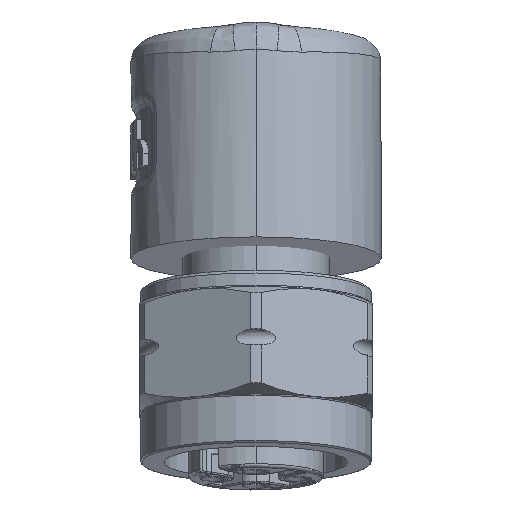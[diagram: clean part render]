
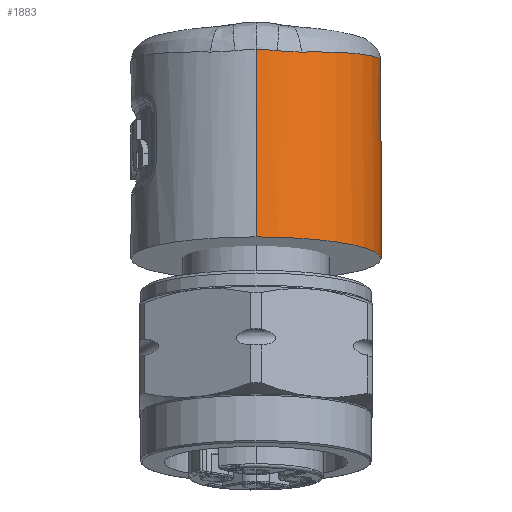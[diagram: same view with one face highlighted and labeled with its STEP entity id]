
A CAD part, front view. The second image highlights one B-rep face of the part: STEP entity #1883.
In plain terms, the highlighted cylindrical face has radius 7.5 mm (diameter 15 mm), a partial arc.
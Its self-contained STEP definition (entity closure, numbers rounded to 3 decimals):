
#1883=ADVANCED_FACE('',(#4041),#4042,.T.);
#4041=FACE_OUTER_BOUND('',#13017,.T.);
#4042=CYLINDRICAL_SURFACE('',#13018,7.5);
#13017=EDGE_LOOP('',(#25126,#25127,#25128,#25129,#25130,#25131,#25132,#25133,#25134,#25135,#25136));
#13018=AXIS2_PLACEMENT_3D('',#25137,#25138,#25139);
#25126=ORIENTED_EDGE('',*,*,#29491,.F.);
#25127=ORIENTED_EDGE('',*,*,#29492,.F.);
#25128=ORIENTED_EDGE('',*,*,#29493,.F.);
#25129=ORIENTED_EDGE('',*,*,#29489,.F.);
#25130=ORIENTED_EDGE('',*,*,#29482,.F.);
#25131=ORIENTED_EDGE('',*,*,#29494,.F.);
#25132=ORIENTED_EDGE('',*,*,#29495,.F.);
#25133=ORIENTED_EDGE('',*,*,#29426,.F.);
#25134=ORIENTED_EDGE('',*,*,#29496,.T.);
#25135=ORIENTED_EDGE('',*,*,#29424,.T.);
#25136=ORIENTED_EDGE('',*,*,#29497,.F.);
#25137=CARTESIAN_POINT('',(0.0,6.646,-7.682));
#25138=DIRECTION('',(0.0,-0.174,-0.985));
#25139=DIRECTION('',(0.0,-0.985,0.174));
#29424=EDGE_CURVE('',#33008,#33006,#33009,.T.);
#29426=EDGE_CURVE('',#33010,#33012,#33013,.T.);
#29482=EDGE_CURVE('',#33106,#33108,#33109,.T.);
#29489=EDGE_CURVE('',#33108,#33115,#33117,.T.);
#29491=EDGE_CURVE('',#33119,#33120,#33121,.T.);
#29492=EDGE_CURVE('',#33122,#33119,#33123,.T.);
#29493=EDGE_CURVE('',#33115,#33122,#33124,.T.);
#29494=EDGE_CURVE('',#33125,#33106,#33126,.T.);
#29495=EDGE_CURVE('',#33012,#33125,#33127,.T.);
#29496=EDGE_CURVE('',#33010,#33008,#33128,.T.);
#29497=EDGE_CURVE('',#33120,#33006,#33129,.T.);
#33006=VERTEX_POINT('',#38576);
#33008=VERTEX_POINT('',#38599);
#33009=LINE('',#38600,#38601);
#33010=VERTEX_POINT('',#38602);
#33012=VERTEX_POINT('',#38604);
#33013=LINE('',#38605,#38606);
#33106=VERTEX_POINT('',#39084);
#33108=VERTEX_POINT('',#39096);
#33109=B_SPLINE_CURVE_WITH_KNOTS('',3,(#39097,#39098,#39099,#39100,#39101,#39102,#39103,#39104,#39105,#39106,#39107,#39108,#39109,#39110,#39111),.UNSPECIFIED.,.F.,.F.,(4,1,1,1,1,1,1,1,1,1,1,1,4),(0.0,0.083,0.167,0.25,0.333,0.417,0.5,0.583,0.667,0.75,0.833,0.917,1.0),.UNSPECIFIED.);
#33115=VERTEX_POINT('',#39132);
#33117=B_SPLINE_CURVE_WITH_KNOTS('',3,(#39138,#39139,#39140,#39141,#39142,#39143),.UNSPECIFIED.,.F.,.F.,(4,1,1,4),(0.0,0.333,0.667,1.0),.UNSPECIFIED.);
#33119=VERTEX_POINT('',#39145);
#33120=VERTEX_POINT('',#39146);
#33121=B_SPLINE_CURVE_WITH_KNOTS('',3,(#39147,#39148,#39149,#39150,#39151,#39152),.UNSPECIFIED.,.F.,.F.,(4,1,1,4),(0.0,0.333,0.667,1.0),.UNSPECIFIED.);
#33122=VERTEX_POINT('',#39153);
#33123=B_SPLINE_CURVE_WITH_KNOTS('',3,(#39154,#39155,#39156,#39157,#39158,#39159),.UNSPECIFIED.,.F.,.F.,(4,1,1,4),(0.0,0.333,0.667,1.0),.UNSPECIFIED.);
#33124=B_SPLINE_CURVE_WITH_KNOTS('',3,(#39160,#39161,#39162,#39163,#39164,#39165),.UNSPECIFIED.,.F.,.F.,(4,1,1,4),(0.0,0.333,0.667,1.0),.UNSPECIFIED.);
#33125=VERTEX_POINT('',#39166);
#33126=B_SPLINE_CURVE_WITH_KNOTS('',3,(#39167,#39168,#39169,#39170,#39171,#39172),.UNSPECIFIED.,.F.,.F.,(4,1,1,4),(0.0,0.333,0.667,1.0),.UNSPECIFIED.);
#33127=B_SPLINE_CURVE_WITH_KNOTS('',3,(#39173,#39174,#39175,#39176,#39177,#39178,#39179,#39180),.UNSPECIFIED.,.F.,.F.,(4,1,1,1,1,4),(0.0,0.203,0.406,0.606,0.804,1.0),.UNSPECIFIED.);
#33128=CIRCLE('',#39181,7.5);
#33129=B_SPLINE_CURVE_WITH_KNOTS('',3,(#39182,#39183,#39184,#39185,#39186,#39187,#39188,#39189,#39190,#39191,#39192,#39193,#39194,#39195,#39196,#39197,#39198,#39199,#39200,#39201,#39202,#39203),.UNSPECIFIED.,.F.,.F.,(4,1,1,1,1,1,1,1,1,1,1,1,1,1,1,1,1,1,1,4),(0.0,0.053,0.105,0.158,0.211,0.263,0.316,0.368,0.421,0.474,0.526,0.579,0.632,0.684,0.737,0.789,0.842,0.895,0.947,1.0),.UNSPECIFIED.);
#38576=CARTESIAN_POINT('',(0.,14.348,-7.187));
#38599=CARTESIAN_POINT('',(0.,14.032,-8.984));
#38600=CARTESIAN_POINT('',(0.,14.032,-8.984));
#38601=VECTOR('',#45563,1.825);
#38602=CARTESIAN_POINT('',(0.0,-0.741,-6.379));
#38604=CARTESIAN_POINT('',(0.,1.239,4.847));
#38605=CARTESIAN_POINT('',(0.0,-0.741,-6.379));
#38606=VECTOR('',#45567,11.4);
#39084=CARTESIAN_POINT('',(2.72,1.732,4.701));
#39096=CARTESIAN_POINT('',(5.818,13.425,3.511));
#39097=CARTESIAN_POINT('',(2.72,1.732,4.701));
#39098=CARTESIAN_POINT('',(3.086,1.877,4.707));
#39099=CARTESIAN_POINT('',(3.796,2.226,4.71));
#39100=CARTESIAN_POINT('',(4.763,2.904,4.689));
#39101=CARTESIAN_POINT('',(5.613,3.722,4.644));
#39102=CARTESIAN_POINT('',(6.321,4.651,4.577));
#39103=CARTESIAN_POINT('',(6.89,5.702,4.488));
#39104=CARTESIAN_POINT('',(7.282,6.819,4.381));
#39105=CARTESIAN_POINT('',(7.492,7.984,4.257));
#39106=CARTESIAN_POINT('',(7.52,9.138,4.124));
#39107=CARTESIAN_POINT('',(7.361,10.32,3.976));
#39108=CARTESIAN_POINT('',(7.019,11.445,3.823));
#39109=CARTESIAN_POINT('',(6.508,12.494,3.667));
#39110=CARTESIAN_POINT('',(6.063,13.128,3.563));
#39111=CARTESIAN_POINT('',(5.818,13.425,3.511));
#39132=CARTESIAN_POINT('',(6.507,12.012,1.274));
#39138=CARTESIAN_POINT('',(5.818,13.425,3.511));
#39139=CARTESIAN_POINT('',(5.945,13.22,3.248));
#39140=CARTESIAN_POINT('',(6.158,12.838,2.731));
#39141=CARTESIAN_POINT('',(6.378,12.363,1.986));
#39142=CARTESIAN_POINT('',(6.471,12.117,1.509));
#39143=CARTESIAN_POINT('',(6.507,12.012,1.274));
#39145=CARTESIAN_POINT('',(6.569,11.604,-0.401));
#39146=CARTESIAN_POINT('',(6.536,11.568,-0.949));
#39147=CARTESIAN_POINT('',(6.569,11.604,-0.401));
#39148=CARTESIAN_POINT('',(6.569,11.594,-0.458));
#39149=CARTESIAN_POINT('',(6.568,11.576,-0.576));
#39150=CARTESIAN_POINT('',(6.557,11.563,-0.758));
#39151=CARTESIAN_POINT('',(6.544,11.565,-0.885));
#39152=CARTESIAN_POINT('',(6.536,11.568,-0.949));
#39153=CARTESIAN_POINT('',(6.561,11.795,0.599));
#39154=CARTESIAN_POINT('',(6.561,11.795,0.599));
#39155=CARTESIAN_POINT('',(6.562,11.774,0.488));
#39156=CARTESIAN_POINT('',(6.564,11.732,0.266));
#39157=CARTESIAN_POINT('',(6.567,11.667,-0.067));
#39158=CARTESIAN_POINT('',(6.568,11.625,-0.29));
#39159=CARTESIAN_POINT('',(6.569,11.604,-0.401));
#39160=CARTESIAN_POINT('',(6.507,12.012,1.274));
#39161=CARTESIAN_POINT('',(6.519,11.977,1.194));
#39162=CARTESIAN_POINT('',(6.539,11.913,1.038));
#39163=CARTESIAN_POINT('',(6.556,11.841,0.812));
#39164=CARTESIAN_POINT('',(6.561,11.808,0.669));
#39165=CARTESIAN_POINT('',(6.561,11.795,0.599));
#39166=CARTESIAN_POINT('',(1.266,1.337,4.784));
#39167=CARTESIAN_POINT('',(1.266,1.337,4.784));
#39168=CARTESIAN_POINT('',(1.44,1.364,4.765));
#39169=CARTESIAN_POINT('',(1.781,1.43,4.731));
#39170=CARTESIAN_POINT('',(2.267,1.564,4.702));
#39171=CARTESIAN_POINT('',(2.572,1.673,4.699));
#39172=CARTESIAN_POINT('',(2.72,1.732,4.701));
#39173=CARTESIAN_POINT('',(0.,1.239,4.847));
#39174=CARTESIAN_POINT('',(0.086,1.239,4.847));
#39175=CARTESIAN_POINT('',(0.259,1.242,4.846));
#39176=CARTESIAN_POINT('',(0.516,1.254,4.839));
#39177=CARTESIAN_POINT('',(0.769,1.274,4.828));
#39178=CARTESIAN_POINT('',(1.019,1.302,4.81));
#39179=CARTESIAN_POINT('',(1.184,1.325,4.794));
#39180=CARTESIAN_POINT('',(1.266,1.337,4.784));
#39181=AXIS2_PLACEMENT_3D('',#45579,#45580,#45581);
#39182=CARTESIAN_POINT('',(6.536,11.568,-0.949));
#39183=CARTESIAN_POINT('',(6.52,11.574,-1.077));
#39184=CARTESIAN_POINT('',(6.481,11.598,-1.342));
#39185=CARTESIAN_POINT('',(6.394,11.67,-1.769));
#39186=CARTESIAN_POINT('',(6.273,11.784,-2.227));
#39187=CARTESIAN_POINT('',(6.109,11.942,-2.719));
#39188=CARTESIAN_POINT('',(5.893,12.145,-3.24));
#39189=CARTESIAN_POINT('',(5.622,12.382,-3.772));
#39190=CARTESIAN_POINT('',(5.296,12.642,-4.298));
#39191=CARTESIAN_POINT('',(4.928,12.904,-4.791));
#39192=CARTESIAN_POINT('',(4.528,13.155,-5.239));
#39193=CARTESIAN_POINT('',(4.105,13.387,-5.637));
#39194=CARTESIAN_POINT('',(3.667,13.595,-5.984));
#39195=CARTESIAN_POINT('',(3.219,13.777,-6.282));
#39196=CARTESIAN_POINT('',(2.764,13.934,-6.534));
#39197=CARTESIAN_POINT('',(2.305,14.064,-6.741));
#39198=CARTESIAN_POINT('',(1.844,14.169,-6.907));
#39199=CARTESIAN_POINT('',(1.381,14.25,-7.034));
#39200=CARTESIAN_POINT('',(0.918,14.307,-7.123));
#39201=CARTESIAN_POINT('',(0.457,14.341,-7.175));
#39202=CARTESIAN_POINT('',(0.152,14.348,-7.187));
#39203=CARTESIAN_POINT('',(0.,14.348,-7.187));
#45563=DIRECTION('',(0.,0.174,0.985));
#45567=DIRECTION('',(0.,0.174,0.985));
#45579=CARTESIAN_POINT('',(0.0,6.646,-7.682));
#45580=DIRECTION('',(0.0,0.174,0.985));
#45581=DIRECTION('',(0.0,-0.985,0.174));
